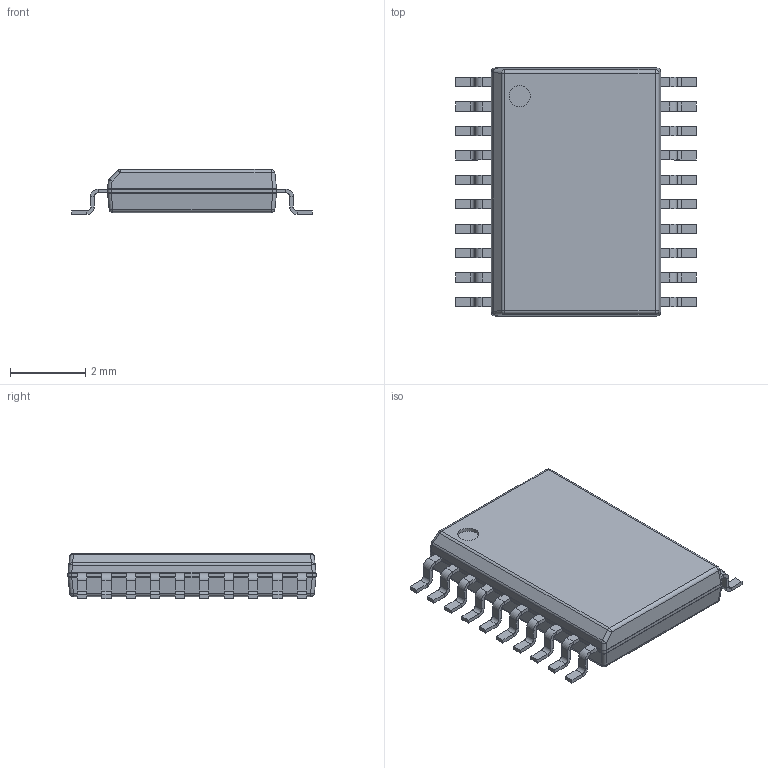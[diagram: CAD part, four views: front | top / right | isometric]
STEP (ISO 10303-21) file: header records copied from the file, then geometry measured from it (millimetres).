
FILE_DESCRIPTION(('Open CASCADE Model'),'2;1');
FILE_NAME('Open CASCADE Shape Model','2021-05-10T17:54:32',('Author'),( 'Open CASCADE'),'Open CASCADE STEP processor 6.8','Open CASCADE 6.8' ,'Unknown');
FILE_SCHEMA(('AUTOMOTIVE_DESIGN { 1 0 10303 214 1 1 1 1 }'));
Length unit declared in the file: millimetre
Products named in the file (7): PCB; Designator1; 7859842288; Open_CASCADE_STEP_translator_6.8_13.1; Body; Open_CASCADE_STEP_translator_6.8_13.2.1; Leader
Assembly tree (24 placements, depth 4):
  PCB
  Designator1
    7859842288
      Open_CASCADE_STEP_translator_6.8_13.1
      Body
        Open_CASCADE_STEP_translator_6.8_13.2.1
      Leader  x20
Bounding box: 6.4 x 6.6 x 1.2 mm (x, y, z)
Volume: 33.9 mm3; surface area: 100.7 mm2
Topology: 21 solids, 22 shells, 507 faces, 1018 edges, 545 vertices
Faces by surface type: plane 377, cylinder 112, sphere 10, bspline 8
Full cylindrical faces by diameter (mm): 0.562 x1
Entity records: 3107 total; most frequent: CARTESIAN_POINT 1127, DIRECTION 393, ORIENTED_EDGE 343, EDGE_CURVE 172, AXIS2_PLACEMENT_3D 147, LINE 99, VECTOR 99, FACE_BOUND 90
